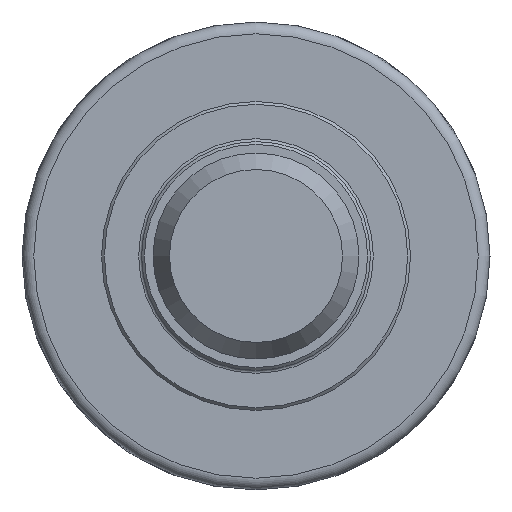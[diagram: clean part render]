
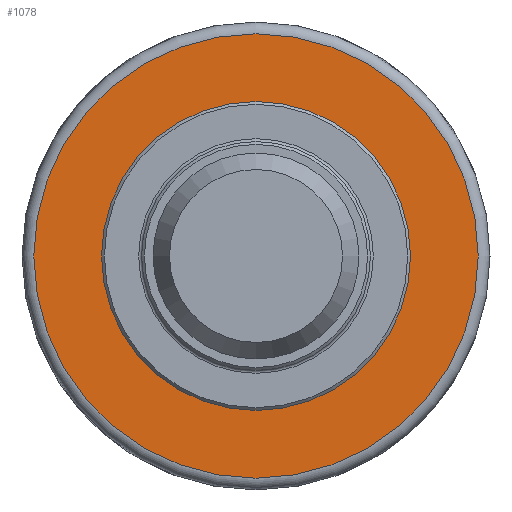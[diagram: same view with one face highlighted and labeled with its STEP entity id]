
A CAD part, left-side view. The second image highlights one B-rep face of the part: STEP entity #1078.
In plain terms, the highlighted planar face has unit normal (-1, 0, 0).
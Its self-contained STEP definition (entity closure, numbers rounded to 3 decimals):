
#59=FACE_BOUND('',#255,.T.);
#85=CIRCLE('',#1157,26.);
#117=CIRCLE('',#1209,38.835);
#118=CIRCLE('',#1210,38.835);
#187=FACE_OUTER_BOUND('',#254,.T.);
#254=EDGE_LOOP('',(#985,#986));
#255=EDGE_LOOP('',(#987));
#488=VERTEX_POINT('',#1823);
#511=VERTEX_POINT('',#1919);
#512=VERTEX_POINT('',#1921);
#624=EDGE_CURVE('',#488,#488,#85,.T.);
#663=EDGE_CURVE('',#511,#512,#117,.T.);
#664=EDGE_CURVE('',#512,#511,#118,.T.);
#985=ORIENTED_EDGE('',*,*,#664,.F.);
#986=ORIENTED_EDGE('',*,*,#663,.F.);
#987=ORIENTED_EDGE('',*,*,#624,.T.);
#1019=PLANE('',#1224);
#1078=ADVANCED_FACE('',(#187,#59),#1019,.T.);
#1157=AXIS2_PLACEMENT_3D('',#1824,#1413,#1414);
#1209=AXIS2_PLACEMENT_3D('',#1922,#1524,#1525);
#1210=AXIS2_PLACEMENT_3D('',#1923,#1526,#1527);
#1224=AXIS2_PLACEMENT_3D('',#1972,#1555,#1556);
#1413=DIRECTION('center_axis',(1.,0.,0.));
#1414=DIRECTION('ref_axis',(0.,0.,
1.));
#1524=DIRECTION('center_axis',(1.,0.,0.));
#1525=DIRECTION('ref_axis',(0.,0.,
1.));
#1526=DIRECTION('center_axis',(1.,0.,0.));
#1527=DIRECTION('ref_axis',(0.,0.,
1.));
#1555=DIRECTION('center_axis',(-1.,0.,0.));
#1556=DIRECTION('ref_axis',(0.,1.,0.));
#1823=CARTESIAN_POINT('',(22.,0.,-26.));
#1824=CARTESIAN_POINT('Origin',(22.,0.,0.));
#1919=CARTESIAN_POINT('',(22.,38.835,0.));
#1921=CARTESIAN_POINT('',(22.,0.,-38.835));
#1922=CARTESIAN_POINT('Origin',(22.,0.,0.));
#1923=CARTESIAN_POINT('Origin',(22.,0.,0.));
#1972=CARTESIAN_POINT('Origin',(22.,0.,-35.103));
